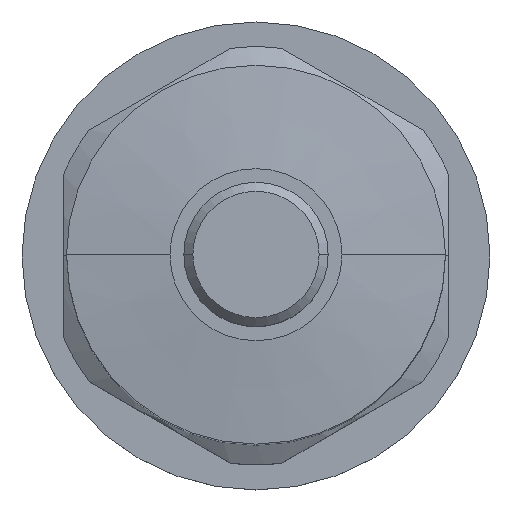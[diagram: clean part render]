
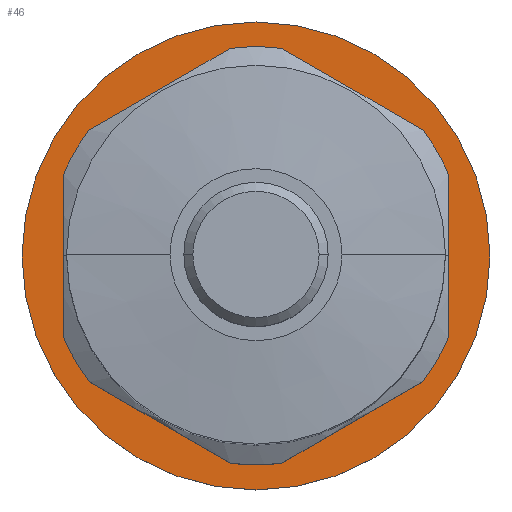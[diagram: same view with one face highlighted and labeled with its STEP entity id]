
A CAD part, top view. The second image highlights one B-rep face of the part: STEP entity #46.
In plain terms, the highlighted planar face has unit normal (0, 0, 1).
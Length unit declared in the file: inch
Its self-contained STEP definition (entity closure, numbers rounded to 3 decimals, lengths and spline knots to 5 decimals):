
#46 = ADVANCED_FACE ( 'NONE', ( #1486, #1344 ), #1002, .T. ) ;
#101 = VERTEX_POINT ( 'NONE', #1107 ) ;
#142 = DIRECTION ( 'NONE',  ( 0., 0., 1. ) ) ;
#189 = ORIENTED_EDGE ( 'NONE', *, *, #754, .F. ) ;
#254 = EDGE_LOOP ( 'NONE', ( #516, #1540 ) ) ;
#274 = CARTESIAN_POINT ( 'NONE',  ( 0., 0., -2.0374 ) ) ;
#345 = CIRCLE ( 'NONE', #1451, 0.62008 ) ;
#355 = DIRECTION ( 'NONE',  ( 0., 0., 1. ) ) ;
#405 = EDGE_CURVE ( 'NONE', #1478, #1228, #1111, .T. ) ;
#432 = EDGE_CURVE ( 'NONE', #1228, #1478, #524, .T. ) ;
#479 = AXIS2_PLACEMENT_3D ( 'NONE', #975, #355, #1329 ) ;
#487 = DIRECTION ( 'NONE',  ( 0., 0., 1. ) ) ;
#505 = CIRCLE ( 'NONE', #479, 0.62008 ) ;
#516 = ORIENTED_EDGE ( 'NONE', *, *, #432, .T. ) ;
#524 = CIRCLE ( 'NONE', #906, 0.76575 ) ;
#534 = EDGE_CURVE ( 'NONE', #101, #1403, #345, .T. ) ;
#626 = DIRECTION ( 'NONE',  ( -1., 0., 0. ) ) ;
#715 = CARTESIAN_POINT ( 'NONE',  ( 0.76575, 0., -2.0374 ) ) ;
#718 = DIRECTION ( 'NONE',  ( 0., 0., 1. ) ) ;
#739 = CARTESIAN_POINT ( 'NONE',  ( -0.76575, 0., -2.0374 ) ) ;
#754 = EDGE_CURVE ( 'NONE', #1403, #101, #505, .T. ) ;
#762 = DIRECTION ( 'NONE',  ( 0., 0., 1. ) ) ;
#877 = CARTESIAN_POINT ( 'NONE',  ( 0., 0.38287, -2.0374 ) ) ;
#906 = AXIS2_PLACEMENT_3D ( 'NONE', #977, #487, #1479 ) ;
#940 = CARTESIAN_POINT ( 'NONE',  ( 0., 0., -2.0374 ) ) ;
#968 = EDGE_LOOP ( 'NONE', ( #189, #1505 ) ) ;
#975 = CARTESIAN_POINT ( 'NONE',  ( 0., 0., -2.0374 ) ) ;
#977 = CARTESIAN_POINT ( 'NONE',  ( 0., 0., -2.0374 ) ) ;
#1002 = PLANE ( 'NONE',  #1472 ) ;
#1107 = CARTESIAN_POINT ( 'NONE',  ( 0.62008, 0., -2.0374 ) ) ;
#1111 = CIRCLE ( 'NONE', #1396, 0.76575 ) ;
#1153 = CARTESIAN_POINT ( 'NONE',  ( -0.62008, 0., -2.0374 ) ) ;
#1228 = VERTEX_POINT ( 'NONE', #739 ) ;
#1329 = DIRECTION ( 'NONE',  ( -1., 0., 0. ) ) ;
#1344 = FACE_OUTER_BOUND ( 'NONE', #254, .T. ) ;
#1366 = DIRECTION ( 'NONE',  ( 1., 0., 0. ) ) ;
#1379 = DIRECTION ( 'NONE',  ( -1., 0., 0. ) ) ;
#1396 = AXIS2_PLACEMENT_3D ( 'NONE', #940, #718, #626 ) ;
#1403 = VERTEX_POINT ( 'NONE', #1153 ) ;
#1451 = AXIS2_PLACEMENT_3D ( 'NONE', #274, #762, #1379 ) ;
#1472 = AXIS2_PLACEMENT_3D ( 'NONE', #877, #142, #1366 ) ;
#1478 = VERTEX_POINT ( 'NONE', #715 ) ;
#1479 = DIRECTION ( 'NONE',  ( -1., 0., 0. ) ) ;
#1486 = FACE_BOUND ( 'NONE', #968, .T. ) ;
#1505 = ORIENTED_EDGE ( 'NONE', *, *, #534, .F. ) ;
#1540 = ORIENTED_EDGE ( 'NONE', *, *, #405, .T. ) ;
